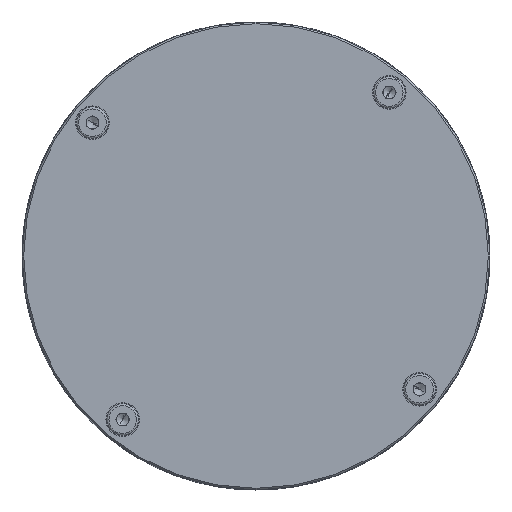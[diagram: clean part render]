
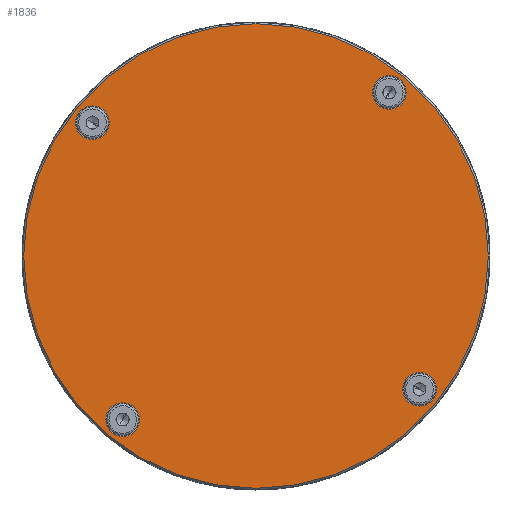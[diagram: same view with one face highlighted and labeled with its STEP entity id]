
A CAD part, front view. The second image highlights one B-rep face of the part: STEP entity #1836.
In plain terms, the highlighted planar face has unit normal (0, -1, 0).
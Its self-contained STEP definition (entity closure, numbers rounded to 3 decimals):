
#308 = DIRECTION ( 'NONE',  ( 0., 0., -1. ) ) ;
#466 = DIRECTION ( 'NONE',  ( 0., -1., 0. ) ) ;
#778 = DIRECTION ( 'NONE',  ( 0., 0., -1. ) ) ;
#1417 = EDGE_CURVE ( 'NONE', #7467, #5863, #15525, .T. ) ;
#1702 = DIRECTION ( 'NONE',  ( 0., 1., 0. ) ) ;
#1836 = ADVANCED_FACE ( 'NONE', ( #16769, #11582, #7035, #29190, #23776 ), #24095, .F. ) ;
#2423 = DIRECTION ( 'NONE',  ( 0., -1., 0. ) ) ;
#2733 = VERTEX_POINT ( 'NONE', #8867 ) ;
#3171 = CARTESIAN_POINT ( 'NONE',  ( 15.952, 0., 21.573 ) ) ;
#3184 = DIRECTION ( 'NONE',  ( 0., -1., 0. ) ) ;
#3794 = CIRCLE ( 'NONE', #14153, 2. ) ;
#3912 = EDGE_LOOP ( 'NONE', ( #8303, #5490 ) ) ;
#4444 = EDGE_LOOP ( 'NONE', ( #19210, #21987 ) ) ;
#4628 = ORIENTED_EDGE ( 'NONE', *, *, #21670, .F. ) ;
#5488 = DIRECTION ( 'NONE',  ( 0., -1., 0. ) ) ;
#5490 = ORIENTED_EDGE ( 'NONE', *, *, #30097, .T. ) ;
#5863 = VERTEX_POINT ( 'NONE', #29012 ) ;
#6134 = CIRCLE ( 'NONE', #26906, 2. ) ;
#6615 = CIRCLE ( 'NONE', #23720, 2. ) ;
#7035 = FACE_BOUND ( 'NONE', #15182, .T. ) ;
#7455 = DIRECTION ( 'NONE',  ( 0., 0., 1. ) ) ;
#7467 = VERTEX_POINT ( 'NONE', #14562 ) ;
#7571 = EDGE_CURVE ( 'NONE', #20333, #27585, #13223, .T. ) ;
#7747 = CIRCLE ( 'NONE', #19676, 2. ) ;
#8303 = ORIENTED_EDGE ( 'NONE', *, *, #26679, .T. ) ;
#8455 = DIRECTION ( 'NONE',  ( 0., -1., 0. ) ) ;
#8528 = CIRCLE ( 'NONE', #26688, 2. ) ;
#8867 = CARTESIAN_POINT ( 'NONE',  ( 0., 0., -27.8 ) ) ;
#9734 = CARTESIAN_POINT ( 'NONE',  ( 0., 0., 0. ) ) ;
#10049 = DIRECTION ( 'NONE',  ( 0., -1., 0. ) ) ;
#10831 = CARTESIAN_POINT ( 'NONE',  ( 0., 0., 27.8 ) ) ;
#10916 = EDGE_CURVE ( 'NONE', #23409, #15869, #6615, .T. ) ;
#11541 = VERTEX_POINT ( 'NONE', #22431 ) ;
#11582 = FACE_BOUND ( 'NONE', #12893, .T. ) ;
#11882 = DIRECTION ( 'NONE',  ( 0., 0., 1. ) ) ;
#12136 = CARTESIAN_POINT ( 'NONE',  ( -15.952, 0., -21.573 ) ) ;
#12376 = AXIS2_PLACEMENT_3D ( 'NONE', #9734, #10049, #7455 ) ;
#12504 = ORIENTED_EDGE ( 'NONE', *, *, #25787, .F. ) ;
#12893 = EDGE_LOOP ( 'NONE', ( #21067, #4628 ) ) ;
#13223 = CIRCLE ( 'NONE', #25151, 2. ) ;
#13940 = AXIS2_PLACEMENT_3D ( 'NONE', #29628, #27325, #308 ) ;
#14153 = AXIS2_PLACEMENT_3D ( 'NONE', #24668, #2423, #17180 ) ;
#14208 = CIRCLE ( 'NONE', #20975, 27.8 ) ;
#14317 = EDGE_CURVE ( 'NONE', #5863, #7467, #7747, .T. ) ;
#14354 = ORIENTED_EDGE ( 'NONE', *, *, #1417, .F. ) ;
#14413 = CARTESIAN_POINT ( 'NONE',  ( 15.952, 0., 17.573 ) ) ;
#14562 = CARTESIAN_POINT ( 'NONE',  ( -19.573, 0., 17.952 ) ) ;
#15182 = EDGE_LOOP ( 'NONE', ( #21474, #14354 ) ) ;
#15194 = CARTESIAN_POINT ( 'NONE',  ( 15.952, 0., 19.573 ) ) ;
#15198 = CARTESIAN_POINT ( 'NONE',  ( -19.573, 0., 15.952 ) ) ;
#15418 = ORIENTED_EDGE ( 'NONE', *, *, #10916, .F. ) ;
#15525 = CIRCLE ( 'NONE', #23841, 2. ) ;
#15869 = VERTEX_POINT ( 'NONE', #31628 ) ;
#16450 = CARTESIAN_POINT ( 'NONE',  ( -19.573, 0., 15.952 ) ) ;
#16769 = FACE_OUTER_BOUND ( 'NONE', #3912, .T. ) ;
#17180 = DIRECTION ( 'NONE',  ( 0., 0., -1. ) ) ;
#17782 = DIRECTION ( 'NONE',  ( 0., 0., -1. ) ) ;
#18476 = CARTESIAN_POINT ( 'NONE',  ( 19.573, 0., -15.952 ) ) ;
#18557 = CARTESIAN_POINT ( 'NONE',  ( 19.573, 0., -15.952 ) ) ;
#18616 = CIRCLE ( 'NONE', #12376, 27.8 ) ;
#19042 = CARTESIAN_POINT ( 'NONE',  ( 0., 0., 0. ) ) ;
#19210 = ORIENTED_EDGE ( 'NONE', *, *, #7571, .F. ) ;
#19648 = CIRCLE ( 'NONE', #13940, 2. ) ;
#19676 = AXIS2_PLACEMENT_3D ( 'NONE', #15198, #20057, #17782 ) ;
#20057 = DIRECTION ( 'NONE',  ( 0., -1., 0. ) ) ;
#20333 = VERTEX_POINT ( 'NONE', #14413 ) ;
#20793 = CARTESIAN_POINT ( 'NONE',  ( 15.952, 0., 19.573 ) ) ;
#20975 = AXIS2_PLACEMENT_3D ( 'NONE', #21013, #29343, #11882 ) ;
#21013 = CARTESIAN_POINT ( 'NONE',  ( 0., 0., 0. ) ) ;
#21067 = ORIENTED_EDGE ( 'NONE', *, *, #26687, .F. ) ;
#21474 = ORIENTED_EDGE ( 'NONE', *, *, #14317, .F. ) ;
#21670 = EDGE_CURVE ( 'NONE', #11541, #32136, #3794, .T. ) ;
#21833 = VERTEX_POINT ( 'NONE', #10831 ) ;
#21987 = ORIENTED_EDGE ( 'NONE', *, *, #22648, .F. ) ;
#22431 = CARTESIAN_POINT ( 'NONE',  ( -15.952, 0., -17.573 ) ) ;
#22648 = EDGE_CURVE ( 'NONE', #27585, #20333, #8528, .T. ) ;
#23207 = DIRECTION ( 'NONE',  ( 0., 0., -1. ) ) ;
#23409 = VERTEX_POINT ( 'NONE', #29056 ) ;
#23720 = AXIS2_PLACEMENT_3D ( 'NONE', #18476, #466, #23207 ) ;
#23764 = DIRECTION ( 'NONE',  ( 0., 0., -1. ) ) ;
#23776 = FACE_BOUND ( 'NONE', #25427, .T. ) ;
#23841 = AXIS2_PLACEMENT_3D ( 'NONE', #16450, #5488, #778 ) ;
#24095 = PLANE ( 'NONE',  #30752 ) ;
#24668 = CARTESIAN_POINT ( 'NONE',  ( -15.952, 0., -19.573 ) ) ;
#25151 = AXIS2_PLACEMENT_3D ( 'NONE', #15194, #3184, #30698 ) ;
#25427 = EDGE_LOOP ( 'NONE', ( #15418, #12504 ) ) ;
#25787 = EDGE_CURVE ( 'NONE', #15869, #23409, #6134, .T. ) ;
#26679 = EDGE_CURVE ( 'NONE', #21833, #2733, #18616, .T. ) ;
#26687 = EDGE_CURVE ( 'NONE', #32136, #11541, #19648, .T. ) ;
#26688 = AXIS2_PLACEMENT_3D ( 'NONE', #20793, #8455, #28329 ) ;
#26906 = AXIS2_PLACEMENT_3D ( 'NONE', #18557, #30820, #23764 ) ;
#27325 = DIRECTION ( 'NONE',  ( 0., -1., 0. ) ) ;
#27585 = VERTEX_POINT ( 'NONE', #3171 ) ;
#28329 = DIRECTION ( 'NONE',  ( 0., 0., -1. ) ) ;
#29012 = CARTESIAN_POINT ( 'NONE',  ( -19.573, 0., 13.952 ) ) ;
#29056 = CARTESIAN_POINT ( 'NONE',  ( 19.573, 0., -17.952 ) ) ;
#29190 = FACE_BOUND ( 'NONE', #4444, .T. ) ;
#29343 = DIRECTION ( 'NONE',  ( 0., -1., 0. ) ) ;
#29628 = CARTESIAN_POINT ( 'NONE',  ( -15.952, 0., -19.573 ) ) ;
#30097 = EDGE_CURVE ( 'NONE', #2733, #21833, #14208, .T. ) ;
#30698 = DIRECTION ( 'NONE',  ( 0., 0., -1. ) ) ;
#30752 = AXIS2_PLACEMENT_3D ( 'NONE', #19042, #1702, #31322 ) ;
#30820 = DIRECTION ( 'NONE',  ( 0., -1., 0. ) ) ;
#31322 = DIRECTION ( 'NONE',  ( 1., 0., 0. ) ) ;
#31628 = CARTESIAN_POINT ( 'NONE',  ( 19.573, 0., -13.952 ) ) ;
#32136 = VERTEX_POINT ( 'NONE', #12136 ) ;
